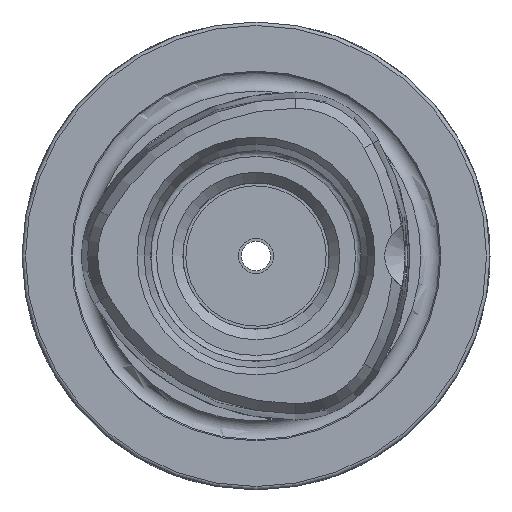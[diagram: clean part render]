
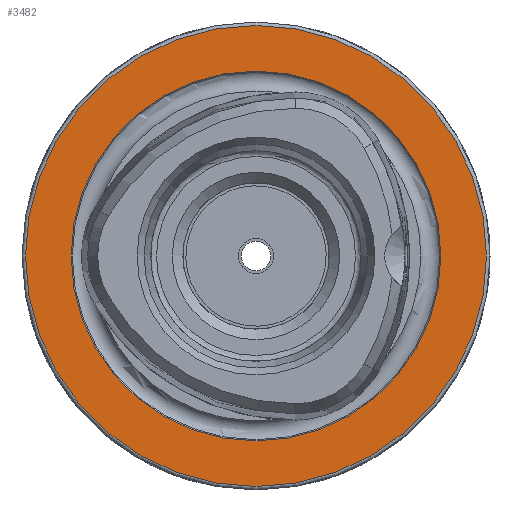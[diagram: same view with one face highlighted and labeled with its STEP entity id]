
A CAD part, left-side view. The second image highlights one B-rep face of the part: STEP entity #3482.
In plain terms, the highlighted planar face has unit normal (-1, 0, 0).
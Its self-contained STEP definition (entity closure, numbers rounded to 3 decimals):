
#126 = CARTESIAN_POINT ( 'NONE',  ( 0., 0., 0. ) ) ;
#905 = PLANE ( 'NONE',  #6659 ) ;
#1542 = FACE_OUTER_BOUND ( 'NONE', #3899, .T. ) ;
#1761 = DIRECTION ( 'NONE',  ( 1., 0., 0. ) ) ;
#2614 = CARTESIAN_POINT ( 'NONE',  ( 0., 0., 0. ) ) ;
#3001 = FACE_BOUND ( 'NONE', #5858, .T. ) ;
#3248 = VERTEX_POINT ( 'NONE', #8546 ) ;
#3416 = CARTESIAN_POINT ( 'NONE',  ( 0., 15.8, 0. ) ) ;
#3482 = ADVANCED_FACE ( 'NONE', ( #3001, #1542 ), #905, .F. ) ;
#3899 = EDGE_LOOP ( 'NONE', ( #9427 ) ) ;
#4133 = EDGE_CURVE ( 'NONE', #7302, #7302, #6487, .T. ) ;
#5858 = EDGE_LOOP ( 'NONE', ( #9897 ) ) ;
#5968 = DIRECTION ( 'NONE',  ( -1., 0., 0. ) ) ;
#6058 = CIRCLE ( 'NONE', #7899, 19.7 ) ;
#6440 = EDGE_CURVE ( 'NONE', #3248, #3248, #6058, .T. ) ;
#6487 = CIRCLE ( 'NONE', #8594, 15.8 ) ;
#6659 = AXIS2_PLACEMENT_3D ( 'NONE', #3416, #1761, #7590 ) ;
#6957 = DIRECTION ( 'NONE',  ( -1., 0., 0. ) ) ;
#7302 = VERTEX_POINT ( 'NONE', #9361 ) ;
#7590 = DIRECTION ( 'NONE',  ( 0., 0., -1. ) ) ;
#7708 = DIRECTION ( 'NONE',  ( 0., 0., 1. ) ) ;
#7809 = DIRECTION ( 'NONE',  ( 0., 0., 1. ) ) ;
#7899 = AXIS2_PLACEMENT_3D ( 'NONE', #2614, #5968, #7708 ) ;
#8546 = CARTESIAN_POINT ( 'NONE',  ( 0., 0., 19.7 ) ) ;
#8594 = AXIS2_PLACEMENT_3D ( 'NONE', #126, #6957, #7809 ) ;
#9361 = CARTESIAN_POINT ( 'NONE',  ( 0., 0., 15.8 ) ) ;
#9427 = ORIENTED_EDGE ( 'NONE', *, *, #6440, .T. ) ;
#9897 = ORIENTED_EDGE ( 'NONE', *, *, #4133, .F. ) ;
